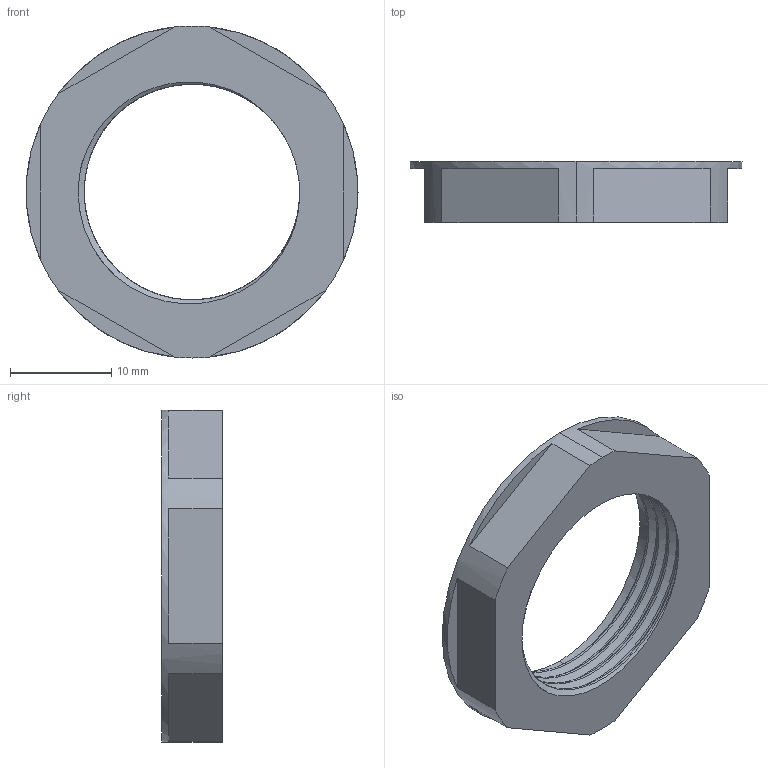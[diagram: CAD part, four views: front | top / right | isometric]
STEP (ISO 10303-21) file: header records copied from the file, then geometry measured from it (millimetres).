
FILE_DESCRIPTION (( 'STEP AP203' ), '1' );
FILE_NAME ('9074.STEP', '2020-07-28T11:20:31', ( '' ), ( '' ), 'SwSTEP 2.0', 'SolidWorks 2011', '' );
FILE_SCHEMA (( 'CONFIG_CONTROL_DESIGN' ));
Length unit declared in the file: millimetre
Products named in the file (1): 9074
Bounding box: 32.8 x 6 x 32.8 mm (x, y, z)
Volume: 2396.1 mm3; surface area: 2083.4 mm2
Topology: 1 solids, 1 shells, 29 faces, 79 edges, 52 vertices
Faces by surface type: plane 15, cylinder 11, bspline 3
Entity records: 2165 total; most frequent: CARTESIAN_POINT 1404, ORIENTED_EDGE 158, DIRECTION 130, EDGE_CURVE 79, VERTEX_POINT 52, AXIS2_PLACEMENT_3D 46, LINE 38, VECTOR 38
